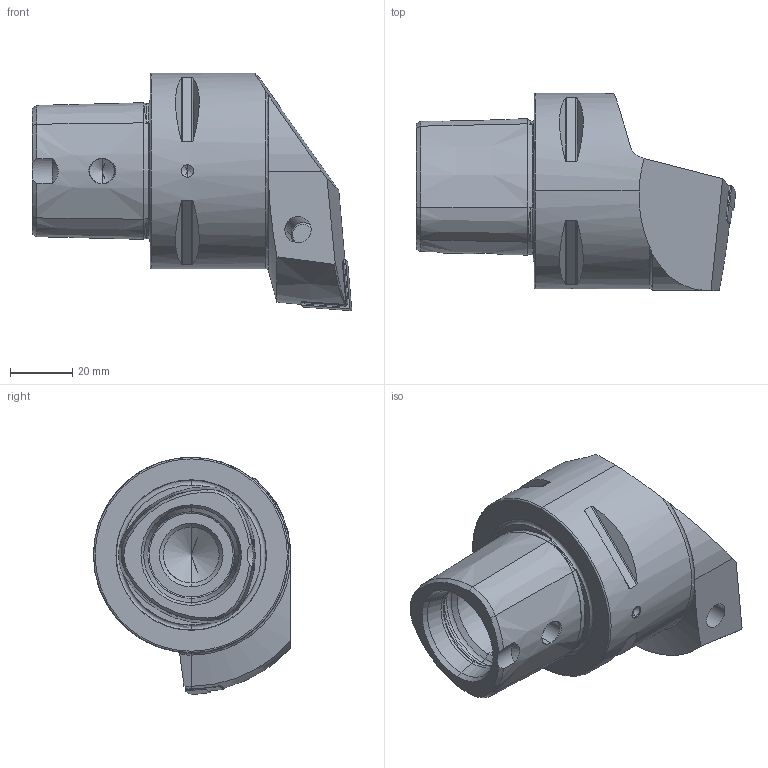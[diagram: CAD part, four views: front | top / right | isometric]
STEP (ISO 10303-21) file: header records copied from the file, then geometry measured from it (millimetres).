
FILE_DESCRIPTION (( 'STEP AP203' ), '1' );
FILE_NAME ('PS6-PCE.RLA.065.STEP', '2012-04-16T08:09:32', ( 'SwiAdmin' ), ( '' ), 'SwSTEP 2.0', 'SolidWorks 2012', '' );
FILE_SCHEMA (( 'CONFIG_CONTROL_DESIGN' ));
Length unit declared in the file: millimetre
Products named in the file (8): CNMG160604; WCE-ER2.101.004_A; PS6-PCE.RLA.065_A; PS6-PCE.RLA.065; WCE-ER1.101.000; WCE-ER3.101.000_A; WCE-ER4.101.020_A; KVT_MB_600_060
Assembly tree (7 placements, depth 2):
  PS6-PCE.RLA.065
    PS6-PCE.RLA.065_A
    WCE-ER2.101.004_A
    CNMG160604
    KVT_MB_600_060
    WCE-ER4.101.020_A
    WCE-ER3.101.000_A
    WCE-ER1.101.000
Bounding box: 103 x 63.51 x 76.5 mm (x, y, z)
Volume: 169584.9 mm3; surface area: 32278.7 mm2
Topology: 8 solids, 8 shells, 337 faces, 819 edges, 490 vertices
Faces by surface type: cone 111, plane 94, cylinder 80, torus 37, bspline 13, sphere 2
Entity records: 11504 total; most frequent: CARTESIAN_POINT 3083, ORIENTED_EDGE 1600, DIRECTION 1588, EDGE_CURVE 800, AXIS2_PLACEMENT_3D 625, VERTEX_POINT 487, EDGE_LOOP 359, LINE 338
